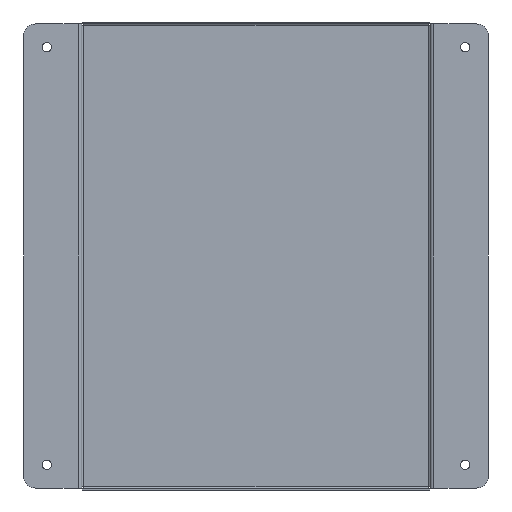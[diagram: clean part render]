
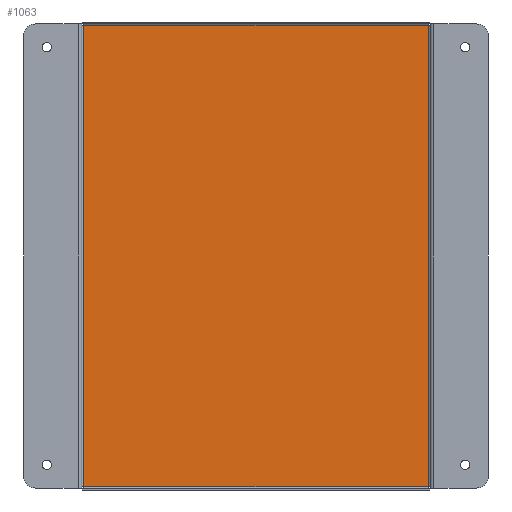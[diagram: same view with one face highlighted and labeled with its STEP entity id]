
A CAD part, front view. The second image highlights one B-rep face of the part: STEP entity #1063.
In plain terms, the highlighted planar face has unit normal (0, -1, 0).
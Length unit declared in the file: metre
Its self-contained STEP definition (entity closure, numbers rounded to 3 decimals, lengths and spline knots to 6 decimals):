
#84=ORIENTED_EDGE('',*,*,#388,.F.);
#85=ORIENTED_EDGE('',*,*,#389,.T.);
#86=ORIENTED_EDGE('',*,*,#390,.T.);
#87=ORIENTED_EDGE('',*,*,#391,.F.);
#388=EDGE_CURVE('',#540,#541,#628,.F.);
#389=EDGE_CURVE('',#540,#542,#629,.T.);
#390=EDGE_CURVE('',#542,#543,#630,.T.);
#391=EDGE_CURVE('',#541,#543,#631,.F.);
#540=VERTEX_POINT('',#1601);
#541=VERTEX_POINT('',#1602);
#542=VERTEX_POINT('',#1604);
#543=VERTEX_POINT('',#1606);
#628=LINE('',#1600,#740);
#629=LINE('',#1603,#741);
#630=LINE('',#1605,#742);
#631=LINE('',#1607,#743);
#740=VECTOR('',#1265,1.);
#741=VECTOR('',#1266,1.);
#742=VECTOR('',#1267,1.);
#743=VECTOR('',#1268,1.);
#849=EDGE_LOOP('',(#84,#85,#86,#87));
#931=FACE_BOUND('',#849,.T.);
#1013=PLANE('',#1146);
#1063=ADVANCED_FACE('',(#931),#1013,.T.);
#1146=AXIS2_PLACEMENT_3D('',#1599,#1263,#1264);
#1263=DIRECTION('',(0.,-1.,0.));
#1264=DIRECTION('',(1.,0.,0.));
#1265=DIRECTION('',(0.,0.,-1.));
#1266=DIRECTION('',(1.,0.,0.));
#1267=DIRECTION('',(0.,0.,1.));
#1268=DIRECTION('',(-1.,0.,0.));
#1599=CARTESIAN_POINT('',(0.15,-0.0015,0.2));
#1600=CARTESIAN_POINT('',(0.0015,-0.0015,0.2));
#1601=CARTESIAN_POINT('',(0.0015,-0.0015,0.0015));
#1602=CARTESIAN_POINT('',(0.0015,-0.0015,0.3985));
#1603=CARTESIAN_POINT('',(0.15,-0.0015,0.0015));
#1604=CARTESIAN_POINT('',(0.2985,-0.0015,0.0015));
#1605=CARTESIAN_POINT('',(0.2985,-0.0015,0.2));
#1606=CARTESIAN_POINT('',(0.2985,-0.0015,0.3985));
#1607=CARTESIAN_POINT('',(0.15,-0.0015,0.3985));
